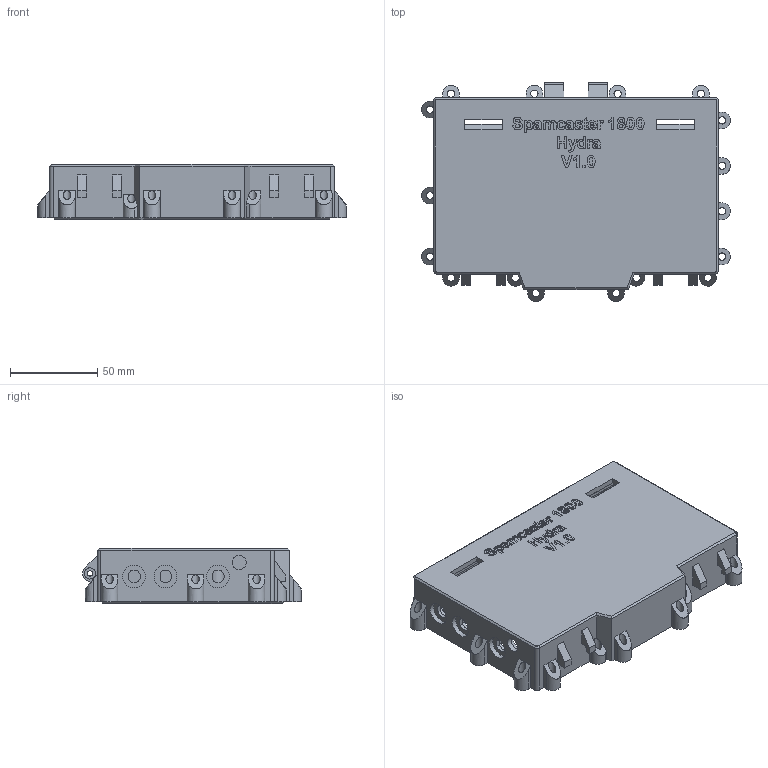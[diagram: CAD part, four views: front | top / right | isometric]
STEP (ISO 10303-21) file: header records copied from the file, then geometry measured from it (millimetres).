
FILE_DESCRIPTION(/* description */ (''),/* implementation_level */ '2;1');
FILE_NAME(/* name */ 'Case.step',/* time_stamp */ '2025-10-31T12:42:20-04:00',/* author */ (''),/* organization */ (''),/* preprocessor_version */ 'ST-DEVELOPER v20.1',/* originating_system */ 'Autodesk Translation Framework v14.17.0.0',/* authorisation */ '');
FILE_SCHEMA (('AUTOMOTIVE_DESIGN { 1 0 10303 214 3 1 1 }'));
Length unit declared in the file: millimetre
Products named in the file (1): 2025-10-31-12-42-18-599
Bounding box: 176.7 x 125.33 x 31.5 mm (x, y, z)
Volume: 98942 mm3; surface area: 79462 mm2
Topology: 1 solids, 1 shells, 865 faces, 2394 edges, 1570 vertices
Faces by surface type: plane 444, bspline 350, cylinder 62, cone 7, torus 2
Full cylindrical faces by diameter (mm): 2 x4, 2.3 x2, 3.1 x2, 4.2 x17, 6.5 x1, 8.1 x1, 10 x2, 12 x4, 13 x3
Entity records: 30563 total; most frequent: CARTESIAN_POINT 10753, ORIENTED_EDGE 4752, DIRECTION 2860, EDGE_CURVE 2376, VERTEX_POINT 1561, LINE 1524, VECTOR 1524, EDGE_LOOP 963
